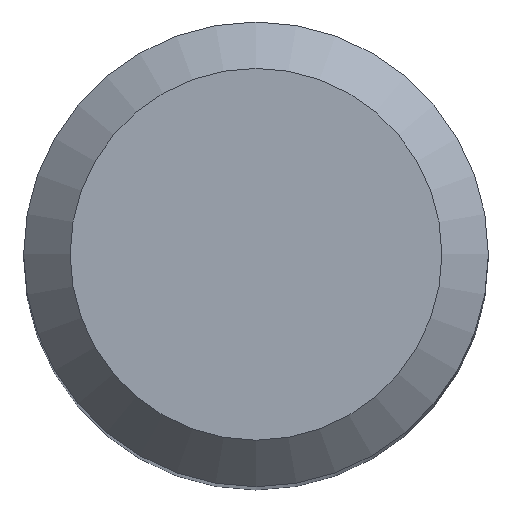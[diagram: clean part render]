
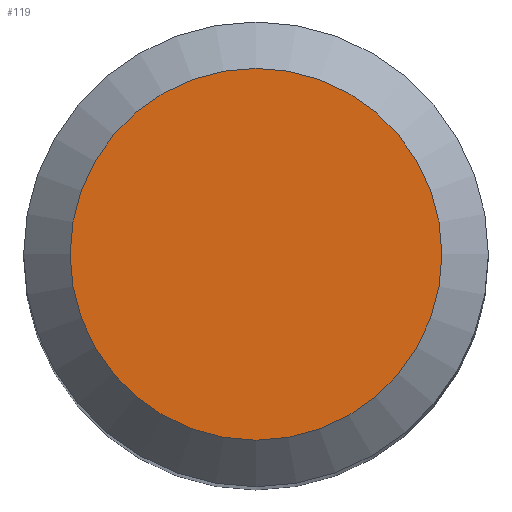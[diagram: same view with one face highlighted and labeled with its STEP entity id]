
A CAD part, top view. The second image highlights one B-rep face of the part: STEP entity #119.
In plain terms, the highlighted planar face has unit normal (0, 0, 1).
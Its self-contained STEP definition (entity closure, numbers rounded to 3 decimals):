
#50=PLANE('',#343);
#63=FACE_OUTER_BOUND('',#157,.T.);
#119=ADVANCED_FACE('',(#63),#50,.T.);
#157=EDGE_LOOP('',(#225));
#225=ORIENTED_EDGE('',*,*,#287,.T.);
#253=VERTEX_POINT('',#521);
#287=EDGE_CURVE('',#253,#253,#300,.T.);
#300=CIRCLE('',#342,4.);
#342=AXIS2_PLACEMENT_3D('',#520,#418,#419);
#343=AXIS2_PLACEMENT_3D('',#522,#420,#421);
#418=DIRECTION('',(0.,0.,1.));
#419=DIRECTION('',(1.,0.,0.));
#420=DIRECTION('',(0.,0.,1.));
#421=DIRECTION('',(-1.,0.,0.));
#520=CARTESIAN_POINT('',(0.,0.,40.));
#521=CARTESIAN_POINT('',(4.,0.,40.));
#522=CARTESIAN_POINT('',(0.,4.,40.));
